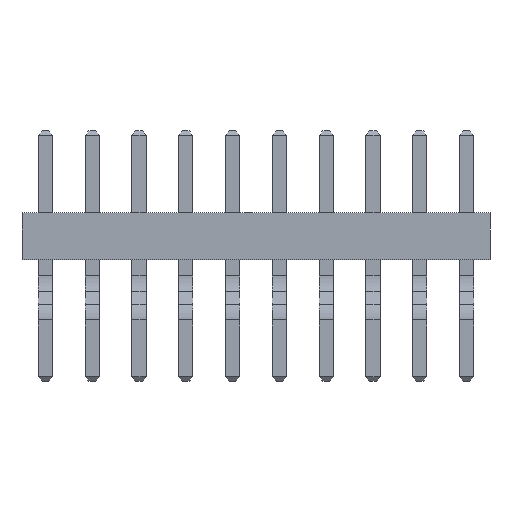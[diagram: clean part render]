
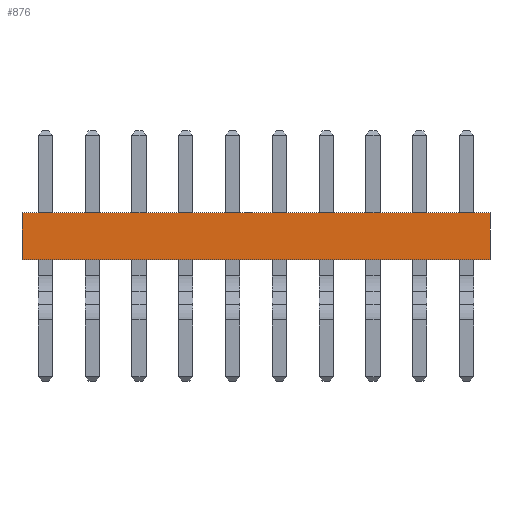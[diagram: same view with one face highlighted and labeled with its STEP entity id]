
A CAD part, front view. The second image highlights one B-rep face of the part: STEP entity #876.
In plain terms, the highlighted planar face has unit normal (0, -1, 0).
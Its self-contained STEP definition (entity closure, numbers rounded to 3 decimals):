
#165=DIRECTION('',(0.,0.,-1.));
#166=VECTOR('',#165,1.);
#167=CARTESIAN_POINT('',(-5.,-0.65,0.5));
#168=LINE('',#167,#166);
#185=DIRECTION('',(-1.,0.,0.));
#186=VECTOR('',#185,10.);
#187=CARTESIAN_POINT('',(5.,-0.65,-0.5));
#188=LINE('',#187,#186);
#189=DIRECTION('',(0.,0.,-1.));
#190=VECTOR('',#189,1.);
#191=CARTESIAN_POINT('',(5.,-0.65,0.5));
#192=LINE('',#191,#190);
#205=DIRECTION('',(-1.,0.,0.));
#206=VECTOR('',#205,10.);
#207=CARTESIAN_POINT('',(5.,-0.65,0.5));
#208=LINE('',#207,#206);
#529=CARTESIAN_POINT('',(-5.,-0.65,-0.5));
#531=VERTEX_POINT('',#529);
#533=CARTESIAN_POINT('',(5.,-0.65,-0.5));
#534=VERTEX_POINT('',#533);
#619=CARTESIAN_POINT('',(-5.,-0.65,0.5));
#620=VERTEX_POINT('',#619);
#623=CARTESIAN_POINT('',(5.,-0.65,0.5));
#624=VERTEX_POINT('',#623);
#864=CARTESIAN_POINT('',(-5.,-0.65,-0.5));
#865=DIRECTION('',(0.,-1.,0.));
#866=DIRECTION('',(1.,0.,0.));
#867=AXIS2_PLACEMENT_3D('',#864,#865,#866);
#868=PLANE('',#867);
#869=ORIENTED_EDGE('',*,*,#712,.T.);
#870=ORIENTED_EDGE('',*,*,#831,.F.);
#872=ORIENTED_EDGE('',*,*,#871,.F.);
#873=ORIENTED_EDGE('',*,*,#856,.T.);
#874=EDGE_LOOP('',(#869,#870,#872,#873));
#875=FACE_OUTER_BOUND('',#874,.F.);
#712=EDGE_CURVE('',#534,#531,#188,.T.);
#831=EDGE_CURVE('',#620,#531,#168,.T.);
#856=EDGE_CURVE('',#624,#534,#192,.T.);
#871=EDGE_CURVE('',#624,#620,#208,.T.);
#876=ADVANCED_FACE('',(#875),#868,.T.);
